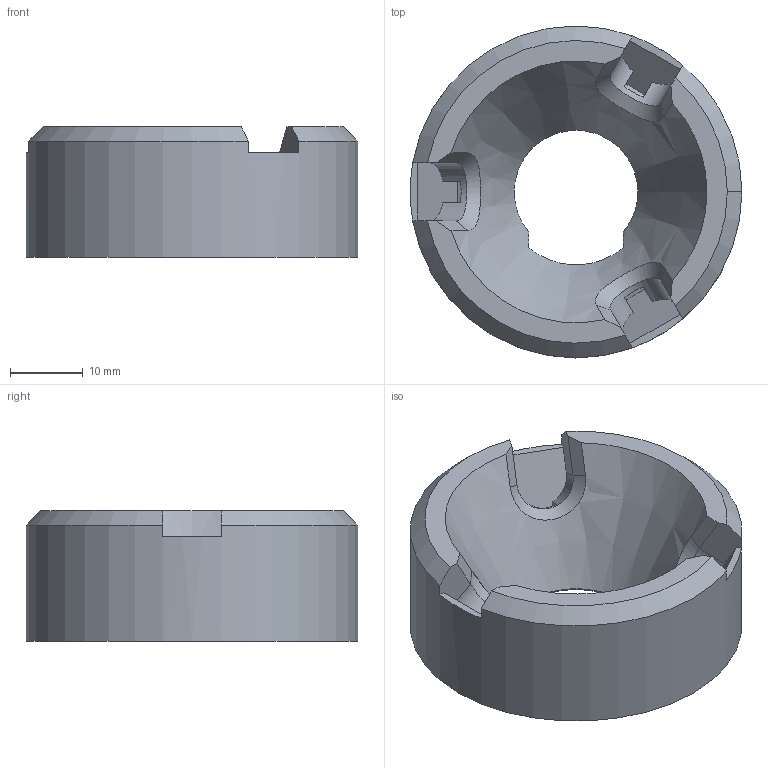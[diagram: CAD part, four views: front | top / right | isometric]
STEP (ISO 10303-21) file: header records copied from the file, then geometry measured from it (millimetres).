
FILE_DESCRIPTION(('FreeCAD Model'),'2;1');
FILE_NAME('Open CASCADE Shape Model','2025-03-16T19:23:05',(''),(''), 'Open CASCADE STEP processor 7.8','FreeCAD','Unknown');
FILE_SCHEMA(('AUTOMOTIVE_DESIGN { 1 0 10303 214 1 1 1 1 }'));
Length unit declared in the file: millimetre
Products named in the file (1): TrackballCarrier
Bounding box: 45.6 x 45.6 x 18 mm (x, y, z)
Volume: 17216.5 mm3; surface area: 6611 mm2
Topology: 1 solids, 1 shells, 57 faces, 154 edges, 100 vertices
Faces by surface type: plane 34, bspline 9, cone 7, cylinder 7
Full cylindrical faces by diameter (mm): 4 x2, 45.6 x1
Entity records: 3014 total; most frequent: CARTESIAN_POINT 1599, ORIENTED_EDGE 308, DIRECTION 266, EDGE_CURVE 154, VERTEX_POINT 100, AXIS2_PLACEMENT_3D 93, LINE 80, VECTOR 80
